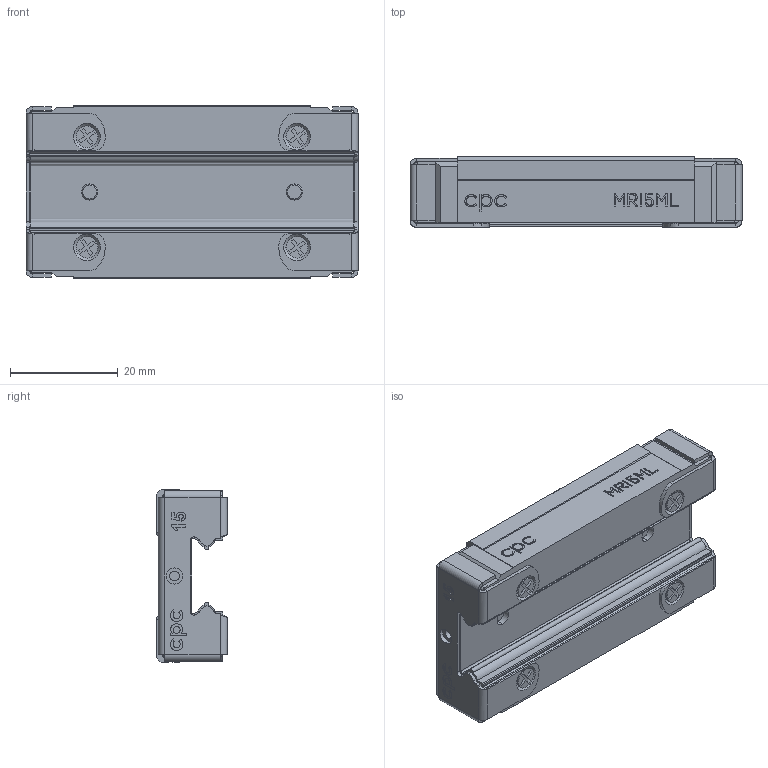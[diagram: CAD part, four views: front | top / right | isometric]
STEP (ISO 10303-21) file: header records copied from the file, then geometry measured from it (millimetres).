
FILE_DESCRIPTION (( 'STEP AP214' ), '1' );
FILE_NAME ('15ML-SUE-ZUE-BLOCK.STEP', '2013-03-11T11:53:56', ( 'CPC' ), ( '' ), 'SwSTEP 2.0', 'SolidWorks 2010', '' );
FILE_SCHEMA (( 'AUTOMOTIVE_DESIGN' ));
Length unit declared in the file: millimetre
Products named in the file (5): 15ML-SUE_ZUE; MR15M加強片_x6_Default; M2x0.4-screw-2; 埋頭螺絲M3-2; 15ML-SUE-ZUE-BLOCK
Assembly tree (9 placements, depth 2):
  15ML-SUE-ZUE-BLOCK
    M2x0.4-screw-2  x4
    埋頭螺絲M3-2  x2
    MR15M加強片_x6_Default  x2
    15ML-SUE_ZUE
Bounding box: 61.6 x 13.1 x 32 mm (x, y, z)
Volume: 18991.3 mm3; surface area: 11419.2 mm2
Topology: 9 solids, 9 shells, 1164 faces, 3054 edges, 1978 vertices
Faces by surface type: plane 545, bspline 430, cylinder 133, cone 56
Entity records: 49847 total; most frequent: CARTESIAN_POINT 30836, ORIENTED_EDGE 4390, DIRECTION 2701, EDGE_CURVE 2195, VERTEX_POINT 1436, LINE 1307, VECTOR 1307, EDGE_LOOP 899
